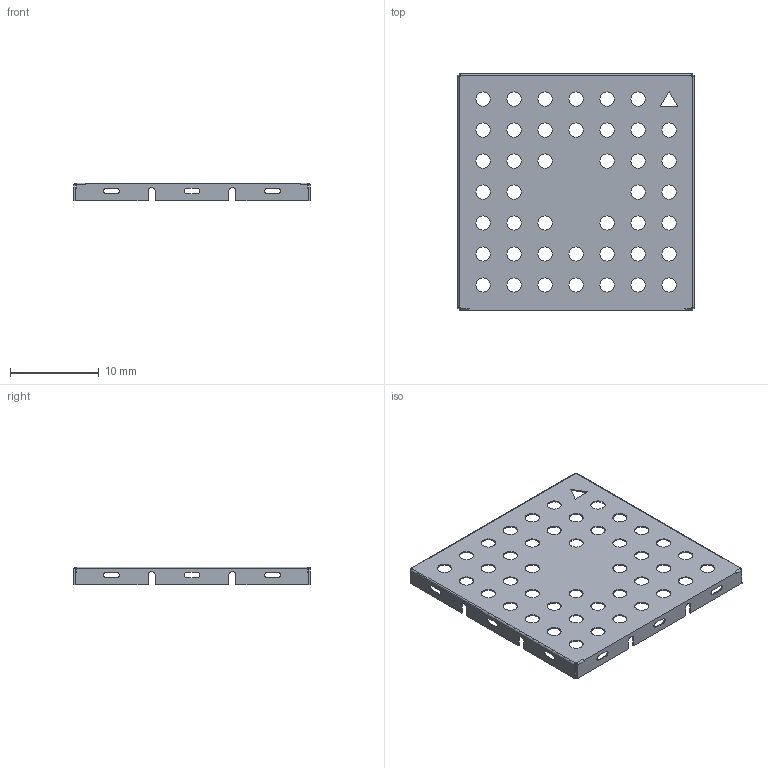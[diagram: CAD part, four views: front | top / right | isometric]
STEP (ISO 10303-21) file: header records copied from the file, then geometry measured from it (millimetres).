
FILE_DESCRIPTION(/* description */ (''),/* implementation_level */ '2;1');
FILE_NAME(/* name */ 'MSBOX_LAIRD_BMI-S-203-C.stp',/* time_stamp */ '2017-06-20T14:28:45+02:00',/* author */ ('jchouvet'),/* organization */ ('SolidWorks'),/* preprocessor_version */ 'ST-DEVELOPER v16.1',/* originating_system */ 'AutoCAD Mechanical',/* authorisation */ '');
FILE_SCHEMA (('AUTOMOTIVE_DESIGN { 1 0 10303 214 3 1 1 }'));
Length unit declared in the file: millimetre
Products named in the file (1): Product
Bounding box: 26.67 x 26.67 x 2 mm (x, y, z)
Volume: 103.2 mm3; surface area: 1639.6 mm2
Topology: 1 solids, 1 shells, 192 faces, 546 edges, 357 vertices
Faces by surface type: cylinder 93, plane 83, bspline 16
Full cylindrical faces by diameter (mm): 1.6 x43
Entity records: 6805 total; most frequent: CARTESIAN_POINT 1621, DIRECTION 1027, ORIENTED_EDGE 1006, EDGE_CURVE 503, AXIS2_PLACEMENT_3D 363, VERTEX_POINT 356, EDGE_LOOP 347, LINE 301
